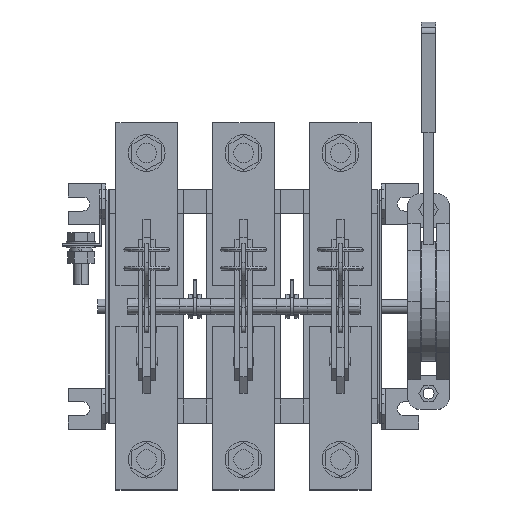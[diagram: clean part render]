
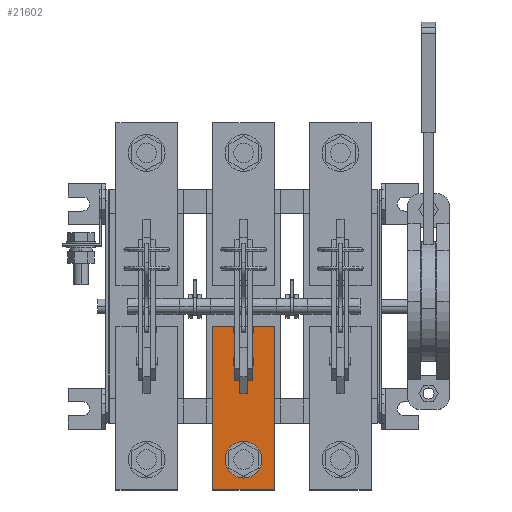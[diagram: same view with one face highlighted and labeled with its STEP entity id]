
A CAD part, top view. The second image highlights one B-rep face of the part: STEP entity #21602.
In plain terms, the highlighted planar face has unit normal (0, 0, 1).
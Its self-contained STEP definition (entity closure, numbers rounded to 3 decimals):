
#772 = DIRECTION ( 'NONE',  ( -1., 0., 0. ) ) ;
#834 = CARTESIAN_POINT ( 'NONE',  ( 3., -20.75, 29.25 ) ) ;
#1301 = DIRECTION ( 'NONE',  ( 0., 0., 1. ) ) ;
#3660 = LINE ( 'NONE', #10249, #10516 ) ;
#4285 = CIRCLE ( 'NONE', #10044, 9.15 ) ;
#4350 = DIRECTION ( 'NONE',  ( 0., -1., 0. ) ) ;
#4390 = AXIS2_PLACEMENT_3D ( 'NONE', #35292, #18189, #772 ) ;
#5205 = CARTESIAN_POINT ( 'NONE',  ( 3., -20.75, 29.25 ) ) ;
#5672 = CARTESIAN_POINT ( 'NONE',  ( -3., -20.75, 29.25 ) ) ;
#6079 = EDGE_CURVE ( 'NONE', #10433, #16527, #3660, .T. ) ;
#7195 = CARTESIAN_POINT ( 'NONE',  ( -9.15, -125., 29.25 ) ) ;
#8316 = ORIENTED_EDGE ( 'NONE', *, *, #16089, .F. ) ;
#8891 = CIRCLE ( 'NONE', #4390, 9.15 ) ;
#9374 = VERTEX_POINT ( 'NONE', #22456 ) ;
#9400 = PLANE ( 'NONE',  #19173 ) ;
#9749 = DIRECTION ( 'NONE',  ( 0., 1., 0. ) ) ;
#9855 = VERTEX_POINT ( 'NONE', #28025 ) ;
#10044 = AXIS2_PLACEMENT_3D ( 'NONE', #18700, #1301, #21556 ) ;
#10249 = CARTESIAN_POINT ( 'NONE',  ( 3., -20.75, 29.25 ) ) ;
#10395 = EDGE_CURVE ( 'NONE', #9374, #18607, #27487, .T. ) ;
#10433 = VERTEX_POINT ( 'NONE', #5205 ) ;
#10516 = VECTOR ( 'NONE', #10586, 1000. ) ;
#10586 = DIRECTION ( 'NONE',  ( -1., 0., 0. ) ) ;
#11241 = FACE_BOUND ( 'NONE', #26124, .T. ) ;
#11319 = LINE ( 'NONE', #21567, #17104 ) ;
#11320 = LINE ( 'NONE', #13886, #34991 ) ;
#12333 = DIRECTION ( 'NONE',  ( 0., 0., 1. ) ) ;
#12374 = VECTOR ( 'NONE', #13697, 1000. ) ;
#12548 = EDGE_CURVE ( 'NONE', #18607, #9855, #36750, .T. ) ;
#13587 = CARTESIAN_POINT ( 'NONE',  ( -3., -20.75, 29.25 ) ) ;
#13697 = DIRECTION ( 'NONE',  ( 1., 0., 0. ) ) ;
#13781 = DIRECTION ( 'NONE',  ( -1., 0., 0. ) ) ;
#13867 = VERTEX_POINT ( 'NONE', #28401 ) ;
#13886 = CARTESIAN_POINT ( 'NONE',  ( 3., -70.75, 29.25 ) ) ;
#14221 = EDGE_CURVE ( 'NONE', #9855, #13867, #19062, .T. ) ;
#14941 = VECTOR ( 'NONE', #24964, 1000. ) ;
#15961 = ORIENTED_EDGE ( 'NONE', *, *, #20838, .T. ) ;
#16089 = EDGE_CURVE ( 'NONE', #18884, #10433, #24261, .T. ) ;
#16527 = VERTEX_POINT ( 'NONE', #5672 ) ;
#16696 = VECTOR ( 'NONE', #9749, 1000. ) ;
#16790 = EDGE_CURVE ( 'NONE', #13867, #9374, #11319, .T. ) ;
#17104 = VECTOR ( 'NONE', #4350, 1000. ) ;
#17300 = ORIENTED_EDGE ( 'NONE', *, *, #25869, .T. ) ;
#17709 = VERTEX_POINT ( 'NONE', #24466 ) ;
#18189 = DIRECTION ( 'NONE',  ( 0., 0., 1. ) ) ;
#18607 = VERTEX_POINT ( 'NONE', #19573 ) ;
#18700 = CARTESIAN_POINT ( 'NONE',  ( 0., -125., 29.25 ) ) ;
#18884 = VERTEX_POINT ( 'NONE', #32043 ) ;
#18960 = EDGE_CURVE ( 'NONE', #17709, #36175, #8891, .T. ) ;
#19062 = LINE ( 'NONE', #30833, #35152 ) ;
#19173 = AXIS2_PLACEMENT_3D ( 'NONE', #20759, #12333, #32280 ) ;
#19573 = CARTESIAN_POINT ( 'NONE',  ( 25., -149.75, 29.25 ) ) ;
#20759 = CARTESIAN_POINT ( 'NONE',  ( 0., 0., 29.25 ) ) ;
#20838 = EDGE_CURVE ( 'NONE', #18884, #26314, #11320, .T. ) ;
#21521 = VECTOR ( 'NONE', #37261, 1000. ) ;
#21556 = DIRECTION ( 'NONE',  ( -1., 0., 0. ) ) ;
#21567 = CARTESIAN_POINT ( 'NONE',  ( -25., -16.75, 29.25 ) ) ;
#21602 = ADVANCED_FACE ( 'NONE', ( #25462, #26389, #11241 ), #9400, .T. ) ;
#22456 = CARTESIAN_POINT ( 'NONE',  ( -25., -149.75, 29.25 ) ) ;
#22501 = LINE ( 'NONE', #13587, #14941 ) ;
#24261 = LINE ( 'NONE', #834, #16696 ) ;
#24466 = CARTESIAN_POINT ( 'NONE',  ( 9.15, -125., 29.25 ) ) ;
#24964 = DIRECTION ( 'NONE',  ( 0., 1., 0. ) ) ;
#25086 = CARTESIAN_POINT ( 'NONE',  ( -25., -149.75, 29.25 ) ) ;
#25462 = FACE_BOUND ( 'NONE', #25789, .T. ) ;
#25789 = EDGE_LOOP ( 'NONE', ( #29018, #29082 ) ) ;
#25869 = EDGE_CURVE ( 'NONE', #26314, #16527, #22501, .T. ) ;
#26124 = EDGE_LOOP ( 'NONE', ( #37321, #8316, #15961, #17300 ) ) ;
#26314 = VERTEX_POINT ( 'NONE', #32874 ) ;
#26389 = FACE_OUTER_BOUND ( 'NONE', #26836, .T. ) ;
#26836 = EDGE_LOOP ( 'NONE', ( #31466, #32792, #34060, #34130 ) ) ;
#27487 = LINE ( 'NONE', #25086, #12374 ) ;
#28025 = CARTESIAN_POINT ( 'NONE',  ( 25., -16.75, 29.25 ) ) ;
#28401 = CARTESIAN_POINT ( 'NONE',  ( -25., -16.75, 29.25 ) ) ;
#29018 = ORIENTED_EDGE ( 'NONE', *, *, #18960, .F. ) ;
#29082 = ORIENTED_EDGE ( 'NONE', *, *, #36166, .F. ) ;
#30833 = CARTESIAN_POINT ( 'NONE',  ( -25., -16.75, 29.25 ) ) ;
#30938 = DIRECTION ( 'NONE',  ( -1., 0., 0. ) ) ;
#31466 = ORIENTED_EDGE ( 'NONE', *, *, #16790, .T. ) ;
#32043 = CARTESIAN_POINT ( 'NONE',  ( 3., -70.75, 29.25 ) ) ;
#32280 = DIRECTION ( 'NONE',  ( 1., 0., 0. ) ) ;
#32792 = ORIENTED_EDGE ( 'NONE', *, *, #10395, .T. ) ;
#32874 = CARTESIAN_POINT ( 'NONE',  ( -3., -70.75, 29.25 ) ) ;
#34060 = ORIENTED_EDGE ( 'NONE', *, *, #12548, .T. ) ;
#34130 = ORIENTED_EDGE ( 'NONE', *, *, #14221, .T. ) ;
#34408 = CARTESIAN_POINT ( 'NONE',  ( 25., -16.75, 29.25 ) ) ;
#34991 = VECTOR ( 'NONE', #30938, 1000. ) ;
#35152 = VECTOR ( 'NONE', #13781, 1000. ) ;
#35292 = CARTESIAN_POINT ( 'NONE',  ( 0., -125., 29.25 ) ) ;
#36166 = EDGE_CURVE ( 'NONE', #36175, #17709, #4285, .T. ) ;
#36175 = VERTEX_POINT ( 'NONE', #7195 ) ;
#36750 = LINE ( 'NONE', #34408, #21521 ) ;
#37261 = DIRECTION ( 'NONE',  ( 0., 1., 0. ) ) ;
#37321 = ORIENTED_EDGE ( 'NONE', *, *, #6079, .F. ) ;
